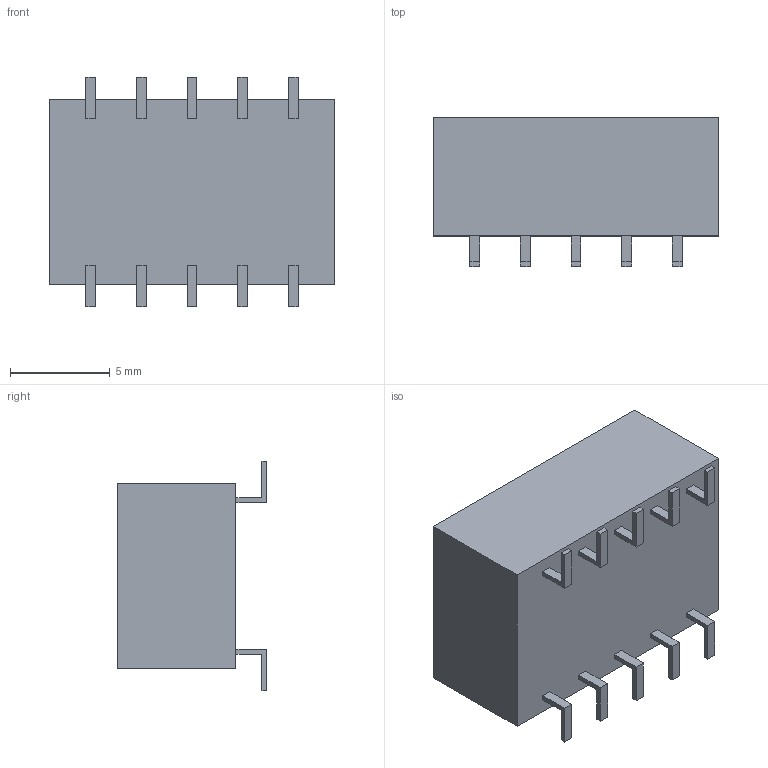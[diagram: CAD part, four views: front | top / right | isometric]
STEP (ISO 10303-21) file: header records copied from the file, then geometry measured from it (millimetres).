
FILE_DESCRIPTION (( 'STEP AP214' ), '1' );
FILE_NAME ('IR_TEB2_L14.3W9.3H7.5.STEP', '2024-07-09T14:38:35', ( '' ), ( '' ), 'SwSTEP 2.0', 'SolidWorks 2021', '' );
FILE_SCHEMA (( 'AUTOMOTIVE_DESIGN' ));
Length unit declared in the file: millimetre
Products named in the file (1): IR_TEB2_L14.3W9.3H7.5
Bounding box: 14.3 x 7.5 x 11.5 mm (x, y, z)
Volume: 795.5 mm3; surface area: 597.5 mm2
Topology: 1 solids, 1 shells, 130 faces, 345 edges, 230 vertices
Faces by surface type: plane 130
Entity records: 5413 total; most frequent: CARTESIAN_POINT 706, ORIENTED_EDGE 690, DIRECTION 607, LINE 345, VECTOR 345, EDGE_CURVE 345, VERTEX_POINT 230, EDGE_LOOP 143
